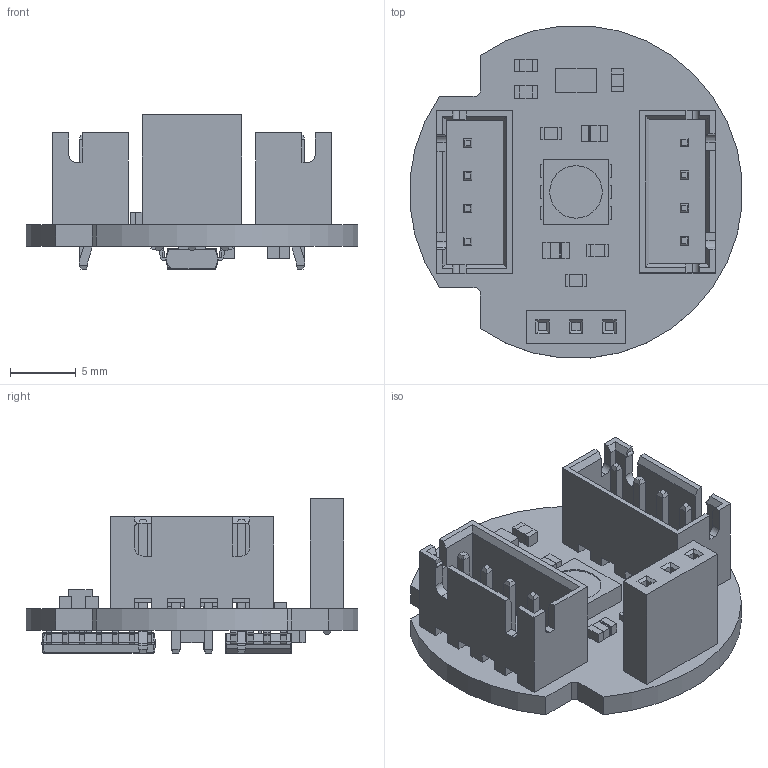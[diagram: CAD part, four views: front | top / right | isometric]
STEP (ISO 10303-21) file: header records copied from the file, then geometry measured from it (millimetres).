
FILE_DESCRIPTION(('Open CASCADE Model'),'2;1');
FILE_NAME('Open CASCADE Shape Model','2023-03-26T09:39:46',('Author'),( 'Open CASCADE'),'Open CASCADE STEP processor 6.8','Open CASCADE 6.8' ,'Unknown');
FILE_SCHEMA(('AUTOMOTIVE_DESIGN { 1 0 10303 214 1 1 1 1 }'));
Length unit declared in the file: millimetre
Products named in the file (50): PCB; Board; Open CASCADE STEP translator 6.8 3.1.1; MEM; SOIC8; 6232470720; Extruded; VREG; 7801401008; R3; 7354241296; 7354241536; R2; R1; PROG; 3pinHeader; POW; 5603958416; OK; 7764072544; MP; IC_Microchip_MCP2517FD-H-SL_eec; `1; 1; 2; Microchip; Microchip_logo; LED; J2; 7795727504; J1; 5896700976; C6; 7352131264; 7799347472; C5; 7352130944; C4; C3; C2 ...
Assembly tree (71 placements, depth 4):
  PCB
    Board
      Open CASCADE STEP translator 6.8 3.1.1
    MEM
      SOIC8
      6232470720
        Extruded
    VREG
      7801401008
        Extruded
    R3
      7354241296  x2
        Extruded
      7354241536
        Extruded
    R2
      7354241296  x2
        Extruded
      7354241536
        Extruded
    R1
      7354241296  x2
        Extruded
      7354241536
        Extruded
    PROG
      3pinHeader
    POW
      5603958416
    OK
      7764072544
    MP
      IC_Microchip_MCP2517FD-H-SL_eec
        `1
        1
        2
        Microchip
        Microchip_logo
    LED
      LED
    J2
      7795727504
    J1
      5896700976
    C6
      7352131264
        Extruded
      7799347472  x2
        Extruded
    C5
      7352131264
        Extruded
      7352130944  x2
        Extruded
    C4
      7352131264
        Extruded
      7799347472  x2
        Extruded
    C3
Bounding box: 25.3 x 25.3 x 11.79 mm (x, y, z)
Volume: 1507.2 mm3; surface area: 3279.8 mm2
Topology: 89 solids, 89 shells, 1379 faces, 3337 edges, 2132 vertices
Faces by surface type: plane 1116, cylinder 197, bspline 36, sphere 28, torus 2
Full cylindrical faces by diameter (mm): 0.292 x1, 0.3 x1, 0.5 x1, 1.06 x11
Entity records: 42017 total; most frequent: CARTESIAN_POINT 6818, ORIENTED_EDGE 6110, DIRECTION 5945, EDGE_CURVE 3055, LINE 2571, VECTOR 2571, VERTEX_POINT 1956, AXIS2_PLACEMENT_3D 1687
